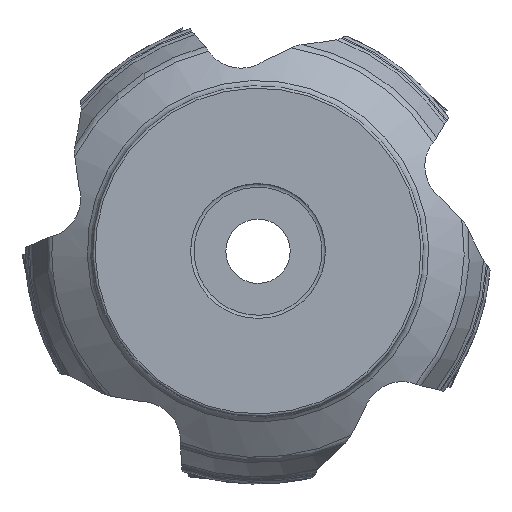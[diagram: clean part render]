
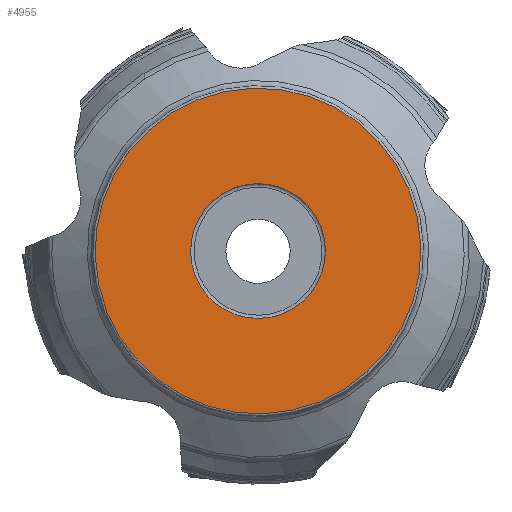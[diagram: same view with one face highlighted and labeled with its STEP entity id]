
A CAD part, top view. The second image highlights one B-rep face of the part: STEP entity #4955.
In plain terms, the highlighted planar face has unit normal (0, 0, 1).
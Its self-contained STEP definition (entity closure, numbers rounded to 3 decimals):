
#1679=FACE_BOUND('',#9770,.T.);
#1680=FACE_BOUND('',#9771,.T.);
#4955=ADVANCED_FACE('CU_BACK_F001',(#1679,#1680),#5443,.F.);
#5443=PLANE('',#39354);
#9770=EDGE_LOOP('',(#23199));
#9771=EDGE_LOOP('',(#23200));
#11619=CIRCLE('',#36376,11.005);
#12916=CIRCLE('',#39352,26.6);
#23199=ORIENTED_EDGE('',*,*,#28103,.F.);
#23200=ORIENTED_EDGE('',*,*,#32001,.T.);
#24445=VERTEX_POINT('',#56217);
#26735=VERTEX_POINT('',#79629);
#28103=EDGE_CURVE('',#24445,#24445,#11619,.T.);
#32001=EDGE_CURVE('',#26735,#26735,#12916,.T.);
#36376=AXIS2_PLACEMENT_3D('',#56216,#41545,#41546);
#39352=AXIS2_PLACEMENT_3D('',#79628,#48738,#48739);
#39354=AXIS2_PLACEMENT_3D('',#79631,#48742,#48743);
#41545=DIRECTION('',(0.,0.,1.));
#41546=DIRECTION('',(0.978,0.208,0.));
#48738=DIRECTION('',(0.,0.,1.));
#48739=DIRECTION('',(0.978,0.208,0.));
#48742=DIRECTION('',(0.,0.,-1.));
#48743=DIRECTION('',(-0.978,-0.208,0.));
#56216=CARTESIAN_POINT('',(0.,0.,
0.));
#56217=CARTESIAN_POINT('',(10.765,2.288,0.));
#79628=CARTESIAN_POINT('',(0.,0.,
0.));
#79629=CARTESIAN_POINT('',(26.019,5.53,0.));
#79631=CARTESIAN_POINT('',(-24.,0.,0.));
